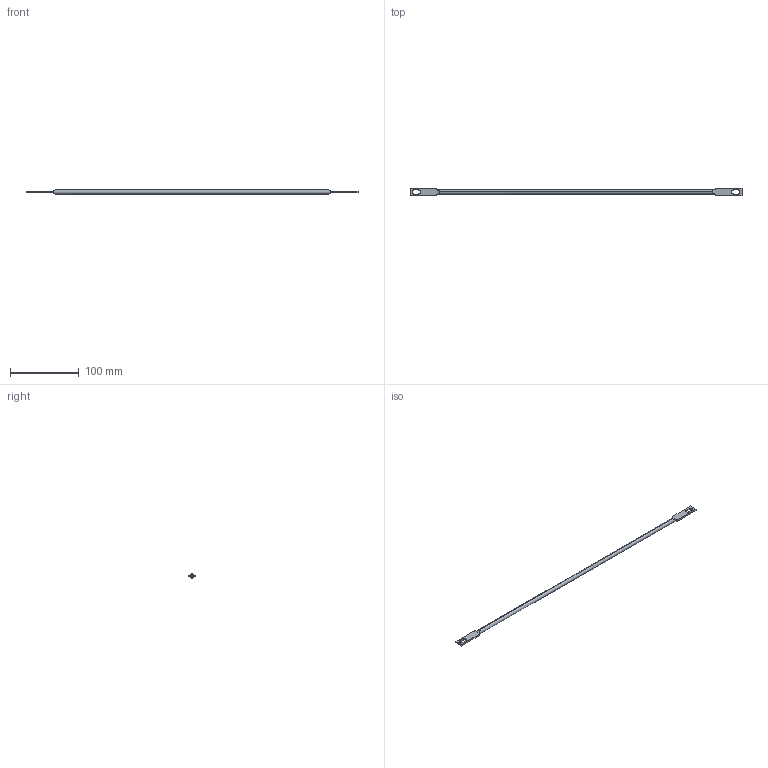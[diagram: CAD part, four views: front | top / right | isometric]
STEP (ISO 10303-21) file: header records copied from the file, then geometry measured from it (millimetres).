
FILE_DESCRIPTION (( 'STEP AP214' ), '1' );
FILE_NAME ('RP00008.STEP', '2018-11-26T20:45:05', ( '' ), ( '' ), 'SwSTEP 2.0', 'SolidWorks 2017', '' );
FILE_SCHEMA (( 'AUTOMOTIVE_DESIGN' ));
Length unit declared in the file: inch
Products named in the file (1): RP00008
Bounding box: 483 x 11 x 6 mm (x, y, z)
Volume: 13215 mm3; surface area: 9700.2 mm2
Topology: 1 solids, 1 shells, 46 faces, 116 edges, 72 vertices
Faces by surface type: plane 26, cylinder 16, bspline 4
Entity records: 1646 total; most frequent: CARTESIAN_POINT 327, ORIENTED_EDGE 232, DIRECTION 230, EDGE_CURVE 116, AXIS2_PLACEMENT_3D 83, VERTEX_POINT 72, LINE 64, VECTOR 64
